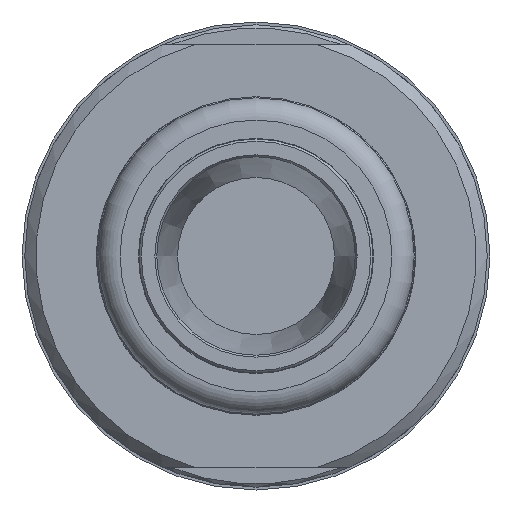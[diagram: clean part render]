
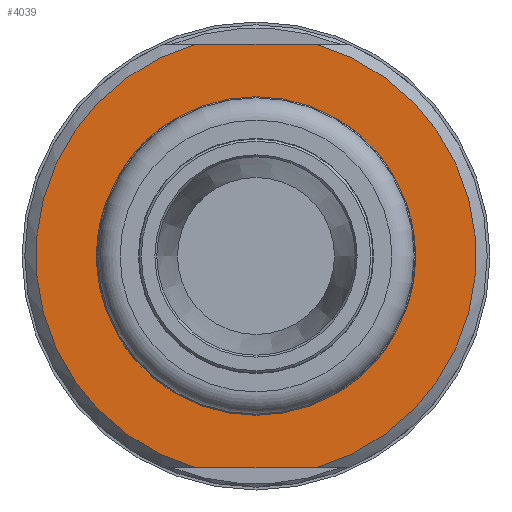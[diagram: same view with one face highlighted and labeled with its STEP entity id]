
A CAD part, left-side view. The second image highlights one B-rep face of the part: STEP entity #4039.
In plain terms, the highlighted planar face has unit normal (-1, 0, 0).
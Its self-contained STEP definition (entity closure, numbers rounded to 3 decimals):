
#386=LINE('',#6020,#709);
#387=LINE('',#6022,#710);
#709=VECTOR('',#4845,10.);
#710=VECTOR('',#4846,10.);
#1089=FACE_BOUND('',#1389,.T.);
#1146=FACE_OUTER_BOUND('',#1388,.T.);
#1388=EDGE_LOOP('',(#2843,#2844,#2845,#2846));
#1389=EDGE_LOOP('',(#2847));
#1662=CIRCLE('',#4358,19.75);
#1663=CIRCLE('',#4360,19.75);
#1664=CIRCLE('',#4361,8.);
#1847=VERTEX_POINT('',#6006);
#1850=VERTEX_POINT('',#6013);
#1851=VERTEX_POINT('',#6019);
#1852=VERTEX_POINT('',#6021);
#1853=VERTEX_POINT('',#6024);
#2239=EDGE_CURVE('',#1850,#1847,#1662,.T.);
#2240=EDGE_CURVE('',#1851,#1847,#386,.T.);
#2241=EDGE_CURVE('',#1850,#1852,#387,.T.);
#2242=EDGE_CURVE('',#1851,#1852,#1663,.T.);
#2243=EDGE_CURVE('',#1853,#1853,#1664,.T.);
#2843=ORIENTED_EDGE('',*,*,#2240,.T.);
#2844=ORIENTED_EDGE('',*,*,#2239,.F.);
#2845=ORIENTED_EDGE('',*,*,#2241,.T.);
#2846=ORIENTED_EDGE('',*,*,#2242,.F.);
#2847=ORIENTED_EDGE('',*,*,#2243,.T.);
#3887=PLANE('',#4359);
#4039=ADVANCED_FACE('',(#1146,#1089),#3887,.T.);
#4358=AXIS2_PLACEMENT_3D('',#6017,#4841,#4842);
#4359=AXIS2_PLACEMENT_3D('',#6018,#4843,#4844);
#4360=AXIS2_PLACEMENT_3D('',#6023,#4847,#4848);
#4361=AXIS2_PLACEMENT_3D('',#6025,#4849,#4850);
#4841=DIRECTION('center_axis',(1.,0.,0.));
#4842=DIRECTION('ref_axis',(0.,-1.,0.));
#4843=DIRECTION('center_axis',(-1.,0.,0.));
#4844=DIRECTION('ref_axis',(0.,0.,
-1.));
#4845=DIRECTION('',(0.,1.,0.));
#4846=DIRECTION('',(0.,-1.,0.));
#4847=DIRECTION('center_axis',(1.,0.,0.));
#4848=DIRECTION('ref_axis',(0.,-1.,0.));
#4849=DIRECTION('center_axis',(1.,0.,0.));
#4850=DIRECTION('ref_axis',(0.,-1.,0.));
#6006=CARTESIAN_POINT('',(-85.,5.391,19.));
#6013=CARTESIAN_POINT('',(-85.,5.391,-19.));
#6017=CARTESIAN_POINT('Origin',(-85.,0.,
0.));
#6018=CARTESIAN_POINT('Origin',(-85.,-13.875,0.));
#6019=CARTESIAN_POINT('',(-85.,-5.391,19.));
#6020=CARTESIAN_POINT('',(-85.,-1.392,19.));
#6021=CARTESIAN_POINT('',(-85.,-5.391,-19.));
#6022=CARTESIAN_POINT('',(-85.,-12.483,-19.));
#6023=CARTESIAN_POINT('Origin',(-85.,0.,
0.));
#6024=CARTESIAN_POINT('',(-85.,8.,0.));
#6025=CARTESIAN_POINT('Origin',(-85.,0.,
0.));
